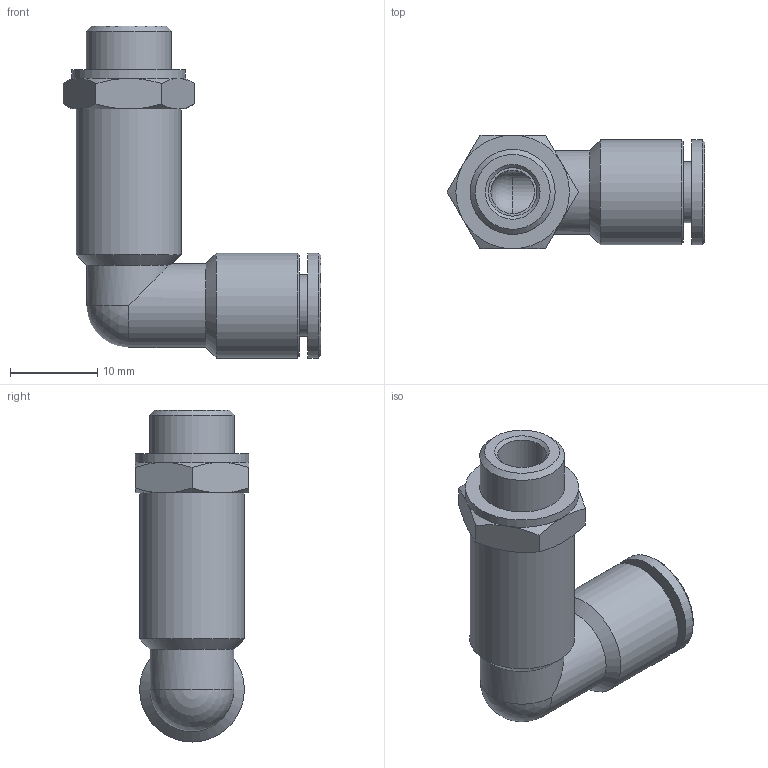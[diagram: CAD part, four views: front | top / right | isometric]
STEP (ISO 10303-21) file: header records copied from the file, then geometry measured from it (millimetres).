
FILE_DESCRIPTION(/* description */ ('STEP AP214'),/* implementation_level */ '2;1');
FILE_NAME(/* name */ '578264_NPQH-LL-G18-Q6-P10',/* time_stamp */ '2024-09-13T05:22:59+02:00',/* author */ ('License CC BY-ND 4.0'),/* organization */ ('CADENAS'),/* preprocessor_version */ 'ST-DEVELOPER v19.3',/* originating_system */ 'PARTsolutions',/* authorisation */ ' ');
FILE_SCHEMA (('AUTOMOTIVE_DESIGN {1 0 10303 214 3 1 1}'));
Length unit declared in the file: millimetre
Products named in the file (1): 578264 NPQH-LL-G18-Q6-P10
Bounding box: 29.51 x 13 x 38 mm (x, y, z)
Volume: 4110.8 mm3; surface area: 3176.1 mm2
Topology: 1 solids, 1 shells, 47 faces, 102 edges, 60 vertices
Faces by surface type: cone 20, plane 13, cylinder 12, sphere 2
Full cylindrical faces by diameter (mm): 5 x2, 5.559 x1, 6 x1, 7 x1, 9.6 x1, 9.728 x1, 12 x3, 13 x1
Entity records: 1159 total; most frequent: CARTESIAN_POINT 251, DIRECTION 188, ORIENTED_EDGE 148, AXIS2_PLACEMENT_3D 91, EDGE_CURVE 74, EDGE_LOOP 73, FACE_BOUND 73, VERTEX_POINT 53
